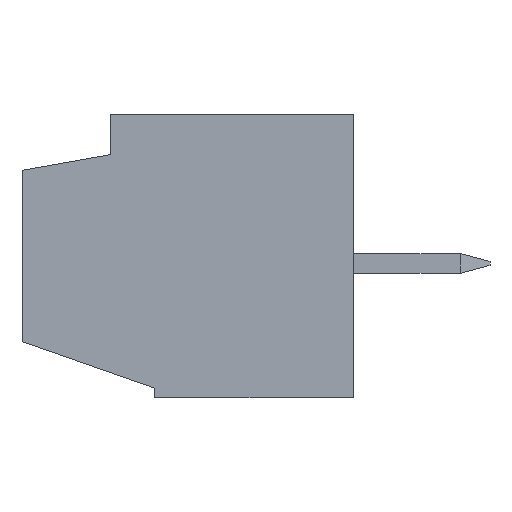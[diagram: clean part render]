
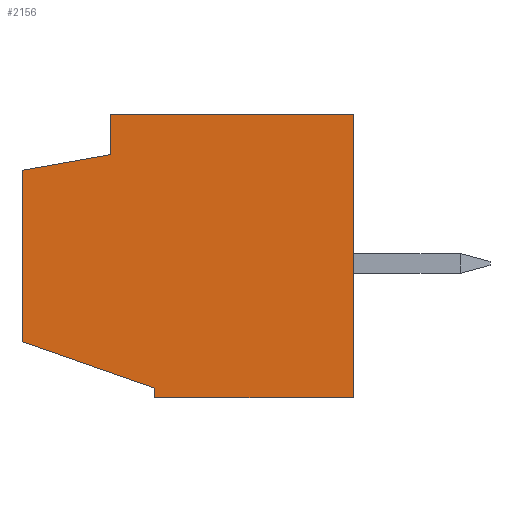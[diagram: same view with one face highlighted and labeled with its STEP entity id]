
A CAD part, left-side view. The second image highlights one B-rep face of the part: STEP entity #2156.
In plain terms, the highlighted planar face has unit normal (-1, 0, 0).
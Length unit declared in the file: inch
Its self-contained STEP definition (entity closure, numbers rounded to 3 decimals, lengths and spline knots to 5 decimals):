
#1=DIRECTION('',(0.,0.,-1.));
#2=VECTOR('',#1,0.287);
#3=CARTESIAN_POINT('',(-0.415,0.,0.1435));
#4=LINE('',#3,#2);
#5=DIRECTION('',(0.,1.,0.));
#6=VECTOR('',#5,0.201);
#7=CARTESIAN_POINT('',(-0.415,0.,-0.1435));
#8=LINE('',#7,#6);
#9=DIRECTION('',(0.,0.,1.));
#10=VECTOR('',#9,0.01);
#11=CARTESIAN_POINT('',(-0.415,0.201,-0.1435));
#12=LINE('',#11,#10);
#13=DIRECTION('',(0.,0.944,0.33));
#14=VECTOR('',#13,0.14197);
#15=CARTESIAN_POINT('',(-0.415,0.201,-0.1335));
#16=LINE('',#15,#14);
#17=DIRECTION('',(0.,0.,1.));
#18=VECTOR('',#17,0.17323);
#19=CARTESIAN_POINT('',(-0.415,0.335,-0.08661));
#20=LINE('',#19,#18);
#21=DIRECTION('',(0.,-0.984,0.176));
#22=VECTOR('',#21,0.09041);
#23=CARTESIAN_POINT('',(-0.415,0.335,0.08661));
#24=LINE('',#23,#22);
#25=DIRECTION('',(0.,0.,1.));
#26=VECTOR('',#25,0.041);
#27=CARTESIAN_POINT('',(-0.415,0.246,0.1025));
#28=LINE('',#27,#26);
#29=DIRECTION('',(0.,-1.,0.));
#30=VECTOR('',#29,0.246);
#31=CARTESIAN_POINT('',(-0.415,0.246,0.1435));
#32=LINE('',#31,#30);
#1645=CARTESIAN_POINT('',(-0.415,0.,0.1435));
#1646=CARTESIAN_POINT('',(-0.415,0.,-0.1435));
#1647=VERTEX_POINT('',#1645);
#1648=VERTEX_POINT('',#1646);
#1649=CARTESIAN_POINT('',(-0.415,0.201,-0.1435));
#1650=VERTEX_POINT('',#1649);
#1651=CARTESIAN_POINT('',(-0.415,0.201,-0.1335));
#1652=VERTEX_POINT('',#1651);
#1653=CARTESIAN_POINT('',(-0.415,0.335,-0.08661));
#1654=VERTEX_POINT('',#1653);
#1655=CARTESIAN_POINT('',(-0.415,0.335,0.08661));
#1656=VERTEX_POINT('',#1655);
#1657=CARTESIAN_POINT('',(-0.415,0.246,0.1025));
#1658=VERTEX_POINT('',#1657);
#1659=CARTESIAN_POINT('',(-0.415,0.246,0.1435));
#1660=VERTEX_POINT('',#1659);
#2133=CARTESIAN_POINT('',(-0.415,0.,0.));
#2134=DIRECTION('',(1.,0.,0.));
#2135=DIRECTION('',(0.,0.,-1.));
#2136=AXIS2_PLACEMENT_3D('',#2133,#2134,#2135);
#2137=PLANE('',#2136);
#2139=ORIENTED_EDGE('',*,*,#2138,.T.);
#2141=ORIENTED_EDGE('',*,*,#2140,.T.);
#2143=ORIENTED_EDGE('',*,*,#2142,.T.);
#2145=ORIENTED_EDGE('',*,*,#2144,.T.);
#2147=ORIENTED_EDGE('',*,*,#2146,.T.);
#2149=ORIENTED_EDGE('',*,*,#2148,.T.);
#2151=ORIENTED_EDGE('',*,*,#2150,.T.);
#2153=ORIENTED_EDGE('',*,*,#2152,.T.);
#2154=EDGE_LOOP('',(#2139,#2141,#2143,#2145,#2147,#2149,#2151,#2153));
#2155=FACE_OUTER_BOUND('',#2154,.F.);
#2156=ADVANCED_FACE('',(#2155),#2137,.F.);
#2138=EDGE_CURVE('',#1647,#1648,#4,.T.);
#2140=EDGE_CURVE('',#1648,#1650,#8,.T.);
#2142=EDGE_CURVE('',#1650,#1652,#12,.T.);
#2144=EDGE_CURVE('',#1652,#1654,#16,.T.);
#2146=EDGE_CURVE('',#1654,#1656,#20,.T.);
#2148=EDGE_CURVE('',#1656,#1658,#24,.T.);
#2150=EDGE_CURVE('',#1658,#1660,#28,.T.);
#2152=EDGE_CURVE('',#1660,#1647,#32,.T.);
